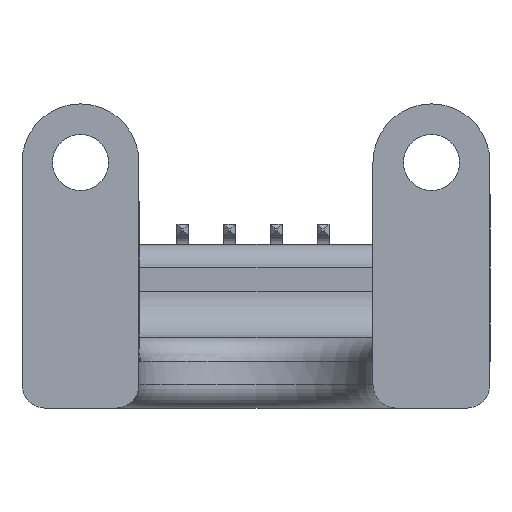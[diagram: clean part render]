
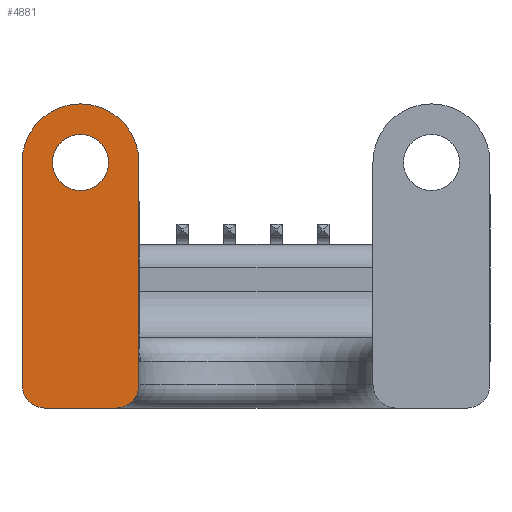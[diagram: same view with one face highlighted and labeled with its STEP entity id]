
A CAD part, front view. The second image highlights one B-rep face of the part: STEP entity #4881.
In plain terms, the highlighted planar face has unit normal (0, -1, 0).
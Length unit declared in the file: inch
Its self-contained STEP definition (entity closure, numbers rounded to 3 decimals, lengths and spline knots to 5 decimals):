
#187=FACE_BOUND($,#1808,.T.);
#188=FACE_BOUND($,#1809,.T.);
#251=PLANE($,#5270);
#460=LINE($,#7743,#942);
#471=LINE($,#7773,#953);
#503=LINE($,#7974,#985);
#942=VECTOR($,#5797,0.475);
#953=VECTOR($,#5822,0.15);
#985=VECTOR($,#6008,0.475);
#1808=EDGE_LOOP($,(#3834));
#1809=EDGE_LOOP($,(#3835,#3836,#3837,#3838,#3839,#3840));
#2088=CIRCLE($,#5179,0.05);
#2130=CIRCLE($,#5262,0.125);
#2134=CIRCLE($,#5269,0.05);
#2135=CIRCLE($,#5271,0.06);
#2342=VERTEX_POINT($,#7740);
#2343=VERTEX_POINT($,#7742);
#2344=VERTEX_POINT($,#7747);
#2355=VERTEX_POINT($,#7771);
#2390=VERTEX_POINT($,#7971);
#2391=VERTEX_POINT($,#7973);
#2392=VERTEX_POINT($,#7986);
#2836=EDGE_CURVE($,#2343,#2342,#460,.T.);
#2840=EDGE_CURVE($,#2344,#2342,#2088,.T.);
#2852=EDGE_CURVE($,#2344,#2355,#471,.T.);
#2929=EDGE_CURVE($,#2391,#2390,#503,.T.);
#2931=EDGE_CURVE($,#2390,#2343,#2130,.T.);
#2935=EDGE_CURVE($,#2391,#2355,#2134,.T.);
#2936=EDGE_CURVE($,#2392,#2392,#2135,.T.);
#3834=ORIENTED_EDGE($,*,*,#2936,.T.);
#3835=ORIENTED_EDGE($,*,*,#2935,.F.);
#3836=ORIENTED_EDGE($,*,*,#2929,.T.);
#3837=ORIENTED_EDGE($,*,*,#2931,.T.);
#3838=ORIENTED_EDGE($,*,*,#2836,.T.);
#3839=ORIENTED_EDGE($,*,*,#2840,.F.);
#3840=ORIENTED_EDGE($,*,*,#2852,.T.);
#4881=ADVANCED_FACE($,(#187,#188),#251,.T.);
#5179=AXIS2_PLACEMENT_3D($,#7749,#5804,#5805);
#5262=AXIS2_PLACEMENT_3D($,#7977,#6012,#6013);
#5269=AXIS2_PLACEMENT_3D($,#7984,#6026,#6027);
#5270=AXIS2_PLACEMENT_3D($,#7985,#6028,#6029);
#5271=AXIS2_PLACEMENT_3D($,#7987,#6030,#6031);
#5797=DIRECTION($,(0.,0.,-1.));
#5804=DIRECTION('center_axis',(0.,1.,0.));
#5805=DIRECTION('ref_axis',(-0.707,0.,-0.707));
#5822=DIRECTION($,(1.,0.,0.));
#6008=DIRECTION($,(0.,0.,1.));
#6012=DIRECTION('center_axis',(0.,-1.,0.));
#6013=DIRECTION('ref_axis',(1.,0.,0.));
#6026=DIRECTION('center_axis',(0.,1.,0.));
#6027=DIRECTION('ref_axis',(0.707,0.,-0.707));
#6028=DIRECTION('center_axis',(0.,-1.,0.));
#6029=DIRECTION('ref_axis',(0.,0.,-1.));
#6030=DIRECTION('center_axis',(0.,1.,0.));
#6031=DIRECTION('ref_axis',(-1.,0.,0.));
#7740=CARTESIAN_POINT('',(-0.75,-0.1,0.05));
#7742=CARTESIAN_POINT('',(-0.75,-0.1,0.525));
#7743=CARTESIAN_POINT($,(-0.75,-0.1,0.525));
#7747=CARTESIAN_POINT('',(-0.7,-0.1,0.));
#7749=CARTESIAN_POINT('Origin',(-0.7,-0.1,0.05));
#7771=CARTESIAN_POINT('',(-0.55,-0.1,0.));
#7773=CARTESIAN_POINT($,(-0.75,-0.1,0.));
#7971=CARTESIAN_POINT('',(-0.5,-0.1,0.525));
#7973=CARTESIAN_POINT('',(-0.5,-0.1,0.05));
#7974=CARTESIAN_POINT($,(-0.5,-0.1,0.));
#7977=CARTESIAN_POINT('Origin',(-0.625,-0.1,0.525));
#7984=CARTESIAN_POINT('Origin',(-0.55,-0.1,0.05));
#7985=CARTESIAN_POINT('Origin',(-0.625,-0.1,0.075));
#7986=CARTESIAN_POINT('',(-0.565,-0.1,0.525));
#7987=CARTESIAN_POINT('Origin',(-0.625,-0.1,0.525));
